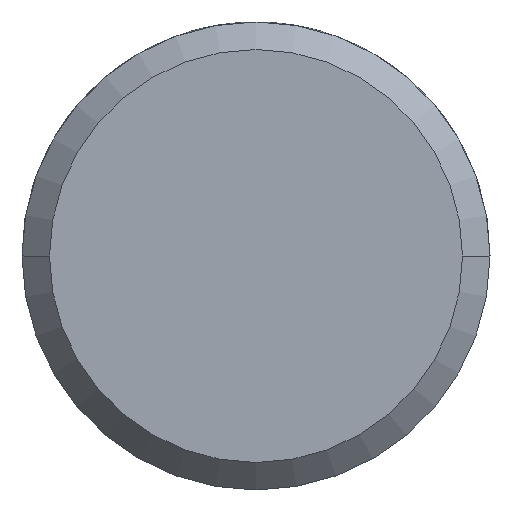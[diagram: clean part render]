
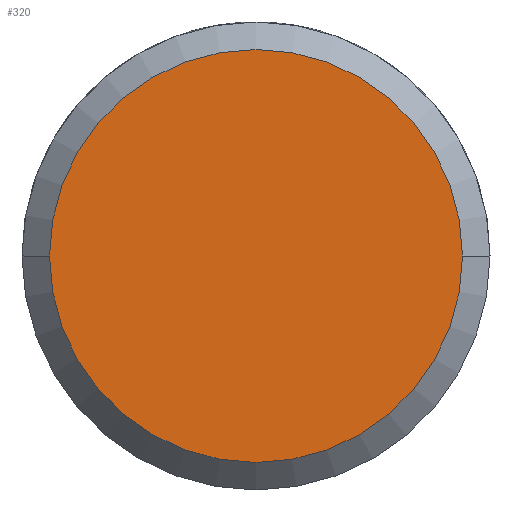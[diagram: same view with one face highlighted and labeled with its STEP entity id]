
A CAD part, left-side view. The second image highlights one B-rep face of the part: STEP entity #320.
In plain terms, the highlighted planar face has unit normal (-1, 0, 0).
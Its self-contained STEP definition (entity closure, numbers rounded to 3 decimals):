
#267=CARTESIAN_POINT('Vertex',(0.,7.5,0.)) ;
#270=CARTESIAN_POINT('Axis2P3D Location',(0.,0.,0.)) ;
#274=CARTESIAN_POINT('Vertex',(0.,-7.5,0.)) ;
#294=CARTESIAN_POINT('Axis2P3D Location',(0.,0.,0.)) ;
#311=CARTESIAN_POINT('Axis2P3D Location',(0.,0.,0.)) ;
#271=DIRECTION('Axis2P3D Direction',(1.,0.,0.)) ;
#295=DIRECTION('Axis2P3D Direction',(1.,0.,0.)) ;
#312=DIRECTION('Axis2P3D Direction',(1.,0.,0.)) ;
#313=DIRECTION('Axis2P3D XDirection',(0.,1.,0.)) ;
#272=AXIS2_PLACEMENT_3D('Circle Axis2P3D',#270,#271,$) ;
#296=AXIS2_PLACEMENT_3D('Circle Axis2P3D',#294,#295,$) ;
#314=AXIS2_PLACEMENT_3D('Plane Axis2P3D',#311,#312,#313) ;
#317=ORIENTED_EDGE('',*,*,#298,.F.) ;
#318=ORIENTED_EDGE('',*,*,#276,.F.) ;
#320=ADVANCED_FACE('Corps principal',(#319),#315,.F.) ;
#273=CIRCLE('generated circle',#272,7.5) ;
#297=CIRCLE('generated circle',#296,7.5) ;
#276=EDGE_CURVE('',#268,#275,#273,.T.) ;
#298=EDGE_CURVE('',#275,#268,#297,.T.) ;
#316=EDGE_LOOP('',(#317,#318)) ;
#319=FACE_OUTER_BOUND('',#316,.T.) ;
#315=PLANE('Plane',#314) ;
#268=VERTEX_POINT('',#267) ;
#275=VERTEX_POINT('',#274) ;
